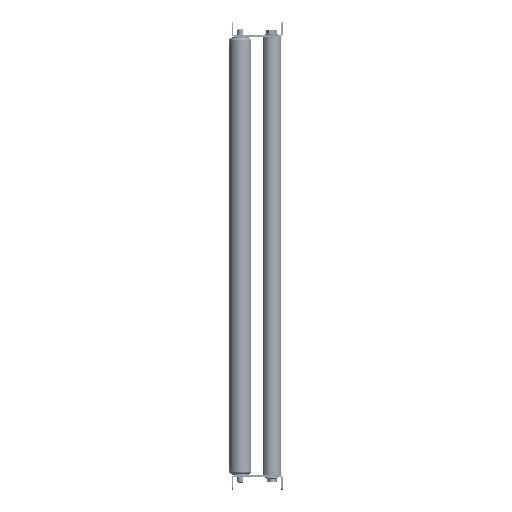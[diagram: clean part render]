
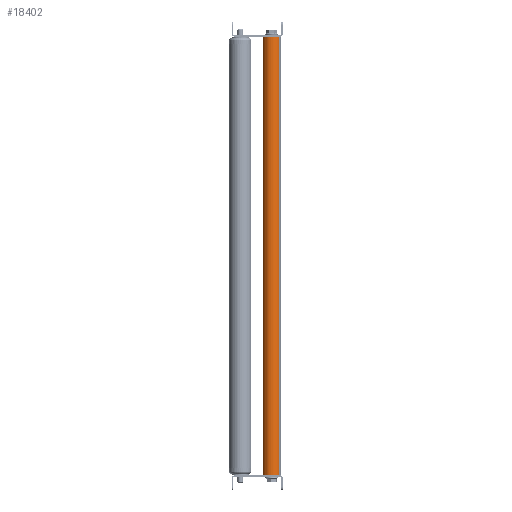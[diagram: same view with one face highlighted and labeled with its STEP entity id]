
A CAD part, left-side view. The second image highlights one B-rep face of the part: STEP entity #18402.
In plain terms, the highlighted cylindrical face has radius 12.5 mm (diameter 25 mm), a partial arc.
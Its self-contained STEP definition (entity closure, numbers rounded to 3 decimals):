
#1548 = ORIENTED_EDGE ( 'NONE', *, *, #18769, .T. ) ;
#3304 = EDGE_CURVE ( 'NONE', #7739, #6712, #34043, .T. ) ;
#3559 = CARTESIAN_POINT ( 'NONE',  ( 1., 0., 0. ) ) ;
#6712 = VERTEX_POINT ( 'NONE', #17558 ) ;
#7170 = DIRECTION ( 'NONE',  ( 0., 0., -1. ) ) ;
#7739 = VERTEX_POINT ( 'NONE', #32611 ) ;
#7845 = CIRCLE ( 'NONE', #17271, 12.5 ) ;
#9713 = EDGE_LOOP ( 'NONE', ( #32955, #1548, #22024, #22424 ) ) ;
#10082 = CARTESIAN_POINT ( 'NONE',  ( 600., 0., -12.5 ) ) ;
#10349 = DIRECTION ( 'NONE',  ( 1., 0., 0. ) ) ;
#10490 = CIRCLE ( 'NONE', #11243, 12.5 ) ;
#10791 = CYLINDRICAL_SURFACE ( 'NONE', #31089, 12.5 ) ;
#11243 = AXIS2_PLACEMENT_3D ( 'NONE', #3559, #10349, #7170 ) ;
#12842 = CARTESIAN_POINT ( 'NONE',  ( 599., 0., -12.5 ) ) ;
#13573 = DIRECTION ( 'NONE',  ( -1., 0., 0. ) ) ;
#14627 = FACE_OUTER_BOUND ( 'NONE', #9713, .T. ) ;
#15744 = VECTOR ( 'NONE', #30652, 1000. ) ;
#16855 = CARTESIAN_POINT ( 'NONE',  ( 600., 0., 12.5 ) ) ;
#17271 = AXIS2_PLACEMENT_3D ( 'NONE', #25852, #18354, #29220 ) ;
#17558 = CARTESIAN_POINT ( 'NONE',  ( 1., 0., 12.5 ) ) ;
#18098 = EDGE_CURVE ( 'NONE', #7739, #34427, #7845, .T. ) ;
#18354 = DIRECTION ( 'NONE',  ( -1., 0., 0. ) ) ;
#18402 = ADVANCED_FACE ( 'NONE', ( #14627 ), #10791, .T. ) ;
#18769 = EDGE_CURVE ( 'NONE', #34427, #26932, #41061, .T. ) ;
#21013 = VECTOR ( 'NONE', #40161, 1000. ) ;
#22024 = ORIENTED_EDGE ( 'NONE', *, *, #23667, .T. ) ;
#22424 = ORIENTED_EDGE ( 'NONE', *, *, #3304, .F. ) ;
#23667 = EDGE_CURVE ( 'NONE', #26932, #6712, #10490, .T. ) ;
#25852 = CARTESIAN_POINT ( 'NONE',  ( 599., 0., 0. ) ) ;
#26932 = VERTEX_POINT ( 'NONE', #40699 ) ;
#29220 = DIRECTION ( 'NONE',  ( 0., 0., -1. ) ) ;
#30559 = DIRECTION ( 'NONE',  ( 0., 0., 1. ) ) ;
#30652 = DIRECTION ( 'NONE',  ( -1., 0., 0. ) ) ;
#31089 = AXIS2_PLACEMENT_3D ( 'NONE', #31602, #13573, #30559 ) ;
#31602 = CARTESIAN_POINT ( 'NONE',  ( 600., 0., 0. ) ) ;
#32611 = CARTESIAN_POINT ( 'NONE',  ( 599., 0., 12.5 ) ) ;
#32955 = ORIENTED_EDGE ( 'NONE', *, *, #18098, .T. ) ;
#34043 = LINE ( 'NONE', #16855, #15744 ) ;
#34427 = VERTEX_POINT ( 'NONE', #12842 ) ;
#40161 = DIRECTION ( 'NONE',  ( -1., 0., 0. ) ) ;
#40699 = CARTESIAN_POINT ( 'NONE',  ( 1., 0., -12.5 ) ) ;
#41061 = LINE ( 'NONE', #10082, #21013 ) ;
